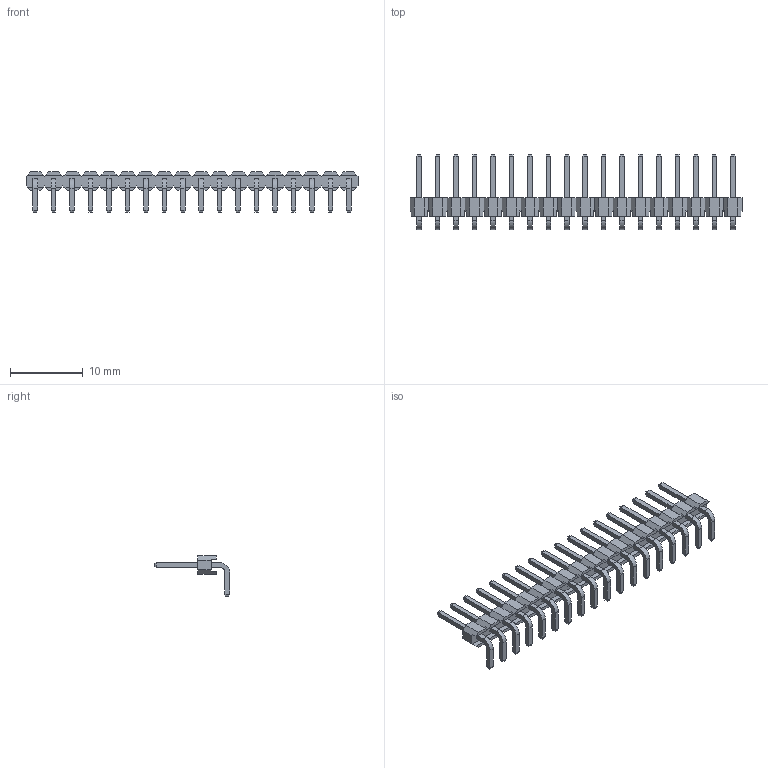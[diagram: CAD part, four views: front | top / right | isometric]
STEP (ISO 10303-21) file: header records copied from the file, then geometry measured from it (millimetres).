
FILE_DESCRIPTION(('STEP AP214'), '1');
FILE_NAME('PLS-RD', '', ('UNSPECIFIED'), ('UNSPECIFIED'), 'ASCON STEP Converter 1.6', 'ASCON Math Kernel', '');
FILE_SCHEMA(('AUTOMOTIVE_DESIGN { 1 0 10303 214 3 1 1}'));
Length unit declared in the file: millimetre
Bounding box: 45.72 x 10.36 x 5.54 mm (x, y, z)
Volume: 293.9 mm3; surface area: 1076.6 mm2
Topology: 1 solids, 1 shells, 580 faces, 1482 edges, 940 vertices
Faces by surface type: plane 544, cylinder 36
Entity records: 21726 total; most frequent: CARTESIAN_POINT 3003, ORIENTED_EDGE 2964, DIRECTION 2716, EDGE_CURVE 1482, LINE 1410, VECTOR 1410, VERTEX_POINT 940, AXIS2_PLACEMENT_3D 653
